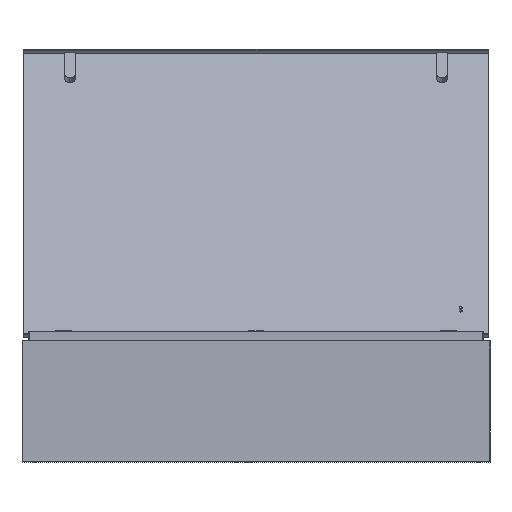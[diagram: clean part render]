
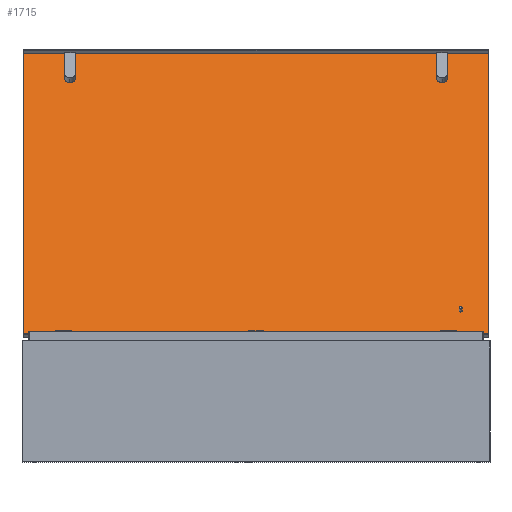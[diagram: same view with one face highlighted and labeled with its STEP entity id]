
A CAD part, left-side view. The second image highlights one B-rep face of the part: STEP entity #1715.
In plain terms, the highlighted face is planar.
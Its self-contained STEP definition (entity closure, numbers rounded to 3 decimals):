
#97 = CARTESIAN_POINT ( 'NONE',  ( 321.5, 496.5, -1. ) ) ;
#191 = VERTEX_POINT ( 'NONE', #4450 ) ;
#442 = DIRECTION ( 'NONE',  ( 1., 0., 0. ) ) ;
#446 = AXIS2_PLACEMENT_3D ( 'NONE', #2750, #3856, #6901 ) ;
#643 = EDGE_CURVE ( 'NONE', #4876, #8709, #8096, .T. ) ;
#850 = DIRECTION ( 'NONE',  ( 1., 0., 0. ) ) ;
#889 = ORIENTED_EDGE ( 'NONE', *, *, #2952, .T. ) ;
#1203 = DIRECTION ( 'NONE',  ( 1., 0., 0. ) ) ;
#1294 = AXIS2_PLACEMENT_3D ( 'NONE', #6765, #2598, #7067 ) ;
#1322 = DIRECTION ( 'NONE',  ( 0., -1., 0. ) ) ;
#1481 = CARTESIAN_POINT ( 'NONE',  ( -321.5, 496.5, -1. ) ) ;
#1612 = VECTOR ( 'NONE', #6005, 1000. ) ;
#1636 = EDGE_CURVE ( 'NONE', #3393, #8488, #2242, .T. ) ;
#1644 = EDGE_LOOP ( 'NONE', ( #889, #7582 ) ) ;
#1715 = ADVANCED_FACE ( 'NONE', ( #8850, #5999, #2850, #7178 ), #4830, .F. ) ;
#1842 = LINE ( 'NONE', #3622, #8806 ) ;
#2124 = VERTEX_POINT ( 'NONE', #9104 ) ;
#2217 = CARTESIAN_POINT ( 'NONE',  ( 0., 496.5, -1. ) ) ;
#2242 = CIRCLE ( 'NONE', #5608, 11.5 ) ;
#2288 = CARTESIAN_POINT ( 'NONE',  ( -321.5, 0., -1. ) ) ;
#2391 = ORIENTED_EDGE ( 'NONE', *, *, #7750, .T. ) ;
#2561 = DIRECTION ( 'NONE',  ( -1., 0., 0. ) ) ;
#2598 = DIRECTION ( 'NONE',  ( 0., 0., 1. ) ) ;
#2726 = EDGE_CURVE ( 'NONE', #2124, #4876, #5683, .T. ) ;
#2750 = CARTESIAN_POINT ( 'NONE',  ( -267.5, 397.5, -1. ) ) ;
#2850 = FACE_OUTER_BOUND ( 'NONE', #3595, .T. ) ;
#2952 = EDGE_CURVE ( 'NONE', #4402, #5686, #3131, .T. ) ;
#3034 = AXIS2_PLACEMENT_3D ( 'NONE', #8635, #6957, #5138 ) ;
#3074 = CARTESIAN_POINT ( 'NONE',  ( 262.5, -437.5, -1. ) ) ;
#3131 = CIRCLE ( 'NONE', #446, 11.5 ) ;
#3298 = CIRCLE ( 'NONE', #8821, 3. ) ;
#3393 = VERTEX_POINT ( 'NONE', #6960 ) ;
#3407 = DIRECTION ( 'NONE',  ( 0., 0., -1. ) ) ;
#3415 = CARTESIAN_POINT ( 'NONE',  ( -256., 397.5, -1. ) ) ;
#3595 = EDGE_LOOP ( 'NONE', ( #6835, #5573, #5803, #9313 ) ) ;
#3622 = CARTESIAN_POINT ( 'NONE',  ( 0., -496.5, -1. ) ) ;
#3856 = DIRECTION ( 'NONE',  ( 0., 0., 1. ) ) ;
#3861 = DIRECTION ( 'NONE',  ( 1., 0., 0. ) ) ;
#3903 = AXIS2_PLACEMENT_3D ( 'NONE', #8276, #4170, #3861 ) ;
#4055 = VERTEX_POINT ( 'NONE', #5687 ) ;
#4092 = CIRCLE ( 'NONE', #1294, 11.5 ) ;
#4170 = DIRECTION ( 'NONE',  ( 0., 0., 1. ) ) ;
#4345 = LINE ( 'NONE', #2288, #5646 ) ;
#4402 = VERTEX_POINT ( 'NONE', #3415 ) ;
#4423 = EDGE_CURVE ( 'NONE', #8709, #6553, #4345, .T. ) ;
#4450 = CARTESIAN_POINT ( 'NONE',  ( 265.5, -437.5, -1. ) ) ;
#4546 = DIRECTION ( 'NONE',  ( 1., 0., 0. ) ) ;
#4584 = EDGE_CURVE ( 'NONE', #5686, #4402, #4660, .T. ) ;
#4660 = CIRCLE ( 'NONE', #3903, 11.5 ) ;
#4718 = DIRECTION ( 'NONE',  ( 0., 0., 1. ) ) ;
#4740 = CARTESIAN_POINT ( 'NONE',  ( 321.5, 0., -1. ) ) ;
#4830 = PLANE ( 'NONE',  #3034 ) ;
#4876 = VERTEX_POINT ( 'NONE', #97 ) ;
#5138 = DIRECTION ( 'NONE',  ( 1., 0., 0. ) ) ;
#5463 = ORIENTED_EDGE ( 'NONE', *, *, #5735, .F. ) ;
#5573 = ORIENTED_EDGE ( 'NONE', *, *, #643, .F. ) ;
#5608 = AXIS2_PLACEMENT_3D ( 'NONE', #6843, #4718, #442 ) ;
#5646 = VECTOR ( 'NONE', #1322, 1000. ) ;
#5683 = LINE ( 'NONE', #4740, #1612 ) ;
#5686 = VERTEX_POINT ( 'NONE', #6232 ) ;
#5687 = CARTESIAN_POINT ( 'NONE',  ( 259.5, -437.5, -1. ) ) ;
#5735 = EDGE_CURVE ( 'NONE', #4055, #191, #3298, .T. ) ;
#5803 = ORIENTED_EDGE ( 'NONE', *, *, #2726, .F. ) ;
#5832 = EDGE_CURVE ( 'NONE', #6553, #2124, #1842, .T. ) ;
#5999 = FACE_BOUND ( 'NONE', #1644, .T. ) ;
#6005 = DIRECTION ( 'NONE',  ( 0., 1., 0. ) ) ;
#6232 = CARTESIAN_POINT ( 'NONE',  ( -279., 397.5, -1. ) ) ;
#6553 = VERTEX_POINT ( 'NONE', #9243 ) ;
#6764 = CARTESIAN_POINT ( 'NONE',  ( -256., -397.5, -1. ) ) ;
#6765 = CARTESIAN_POINT ( 'NONE',  ( -267.5, -397.5, -1. ) ) ;
#6772 = EDGE_CURVE ( 'NONE', #191, #4055, #8038, .T. ) ;
#6835 = ORIENTED_EDGE ( 'NONE', *, *, #4423, .F. ) ;
#6843 = CARTESIAN_POINT ( 'NONE',  ( -267.5, -397.5, -1. ) ) ;
#6901 = DIRECTION ( 'NONE',  ( 1., 0., 0. ) ) ;
#6936 = AXIS2_PLACEMENT_3D ( 'NONE', #3074, #3407, #850 ) ;
#6957 = DIRECTION ( 'NONE',  ( 0., 0., 1. ) ) ;
#6960 = CARTESIAN_POINT ( 'NONE',  ( -279., -397.5, -1. ) ) ;
#6978 = DIRECTION ( 'NONE',  ( 0., 0., -1. ) ) ;
#7067 = DIRECTION ( 'NONE',  ( 1., 0., 0. ) ) ;
#7178 = FACE_BOUND ( 'NONE', #9188, .T. ) ;
#7311 = ORIENTED_EDGE ( 'NONE', *, *, #1636, .T. ) ;
#7493 = EDGE_LOOP ( 'NONE', ( #2391, #7311 ) ) ;
#7582 = ORIENTED_EDGE ( 'NONE', *, *, #4584, .T. ) ;
#7750 = EDGE_CURVE ( 'NONE', #8488, #3393, #4092, .T. ) ;
#8038 = CIRCLE ( 'NONE', #6936, 3. ) ;
#8096 = LINE ( 'NONE', #2217, #9401 ) ;
#8276 = CARTESIAN_POINT ( 'NONE',  ( -267.5, 397.5, -1. ) ) ;
#8455 = ORIENTED_EDGE ( 'NONE', *, *, #6772, .F. ) ;
#8488 = VERTEX_POINT ( 'NONE', #6764 ) ;
#8635 = CARTESIAN_POINT ( 'NONE',  ( 0., 0., -1. ) ) ;
#8709 = VERTEX_POINT ( 'NONE', #1481 ) ;
#8806 = VECTOR ( 'NONE', #4546, 1000. ) ;
#8821 = AXIS2_PLACEMENT_3D ( 'NONE', #9575, #6978, #1203 ) ;
#8850 = FACE_BOUND ( 'NONE', #7493, .T. ) ;
#9104 = CARTESIAN_POINT ( 'NONE',  ( 321.5, -496.5, -1. ) ) ;
#9188 = EDGE_LOOP ( 'NONE', ( #8455, #5463 ) ) ;
#9243 = CARTESIAN_POINT ( 'NONE',  ( -321.5, -496.5, -1. ) ) ;
#9313 = ORIENTED_EDGE ( 'NONE', *, *, #5832, .F. ) ;
#9401 = VECTOR ( 'NONE', #2561, 1000. ) ;
#9575 = CARTESIAN_POINT ( 'NONE',  ( 262.5, -437.5, -1. ) ) ;
